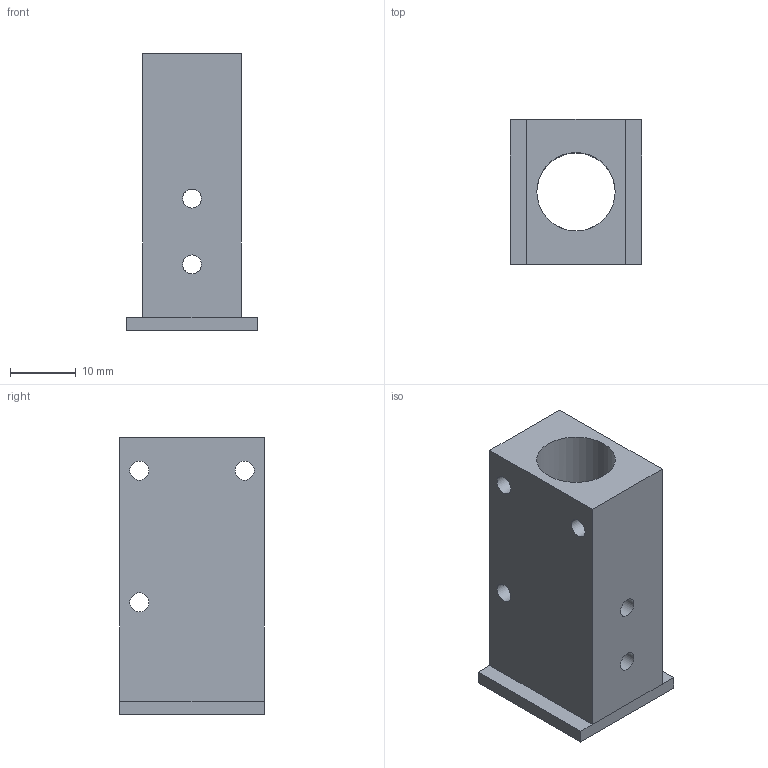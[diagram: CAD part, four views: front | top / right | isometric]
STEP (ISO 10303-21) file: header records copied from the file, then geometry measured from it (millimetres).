
FILE_DESCRIPTION(('FreeCAD Model'),'2;1');
FILE_NAME('Open CASCADE Shape Model','2022-04-02T07:47:02',('Author'),( ''),'Open CASCADE STEP processor 7.5','FreeCAD','Unknown');
FILE_SCHEMA(('AUTOMOTIVE_DESIGN { 1 0 10303 214 1 1 1 1 }'));
Length unit declared in the file: millimetre
Products named in the file (1): switch_mount
Bounding box: 20 x 22 x 42 mm (x, y, z)
Volume: 8977 mm3; surface area: 5860.3 mm2
Topology: 1 solids, 1 shells, 20 faces, 50 edges, 32 vertices
Faces by surface type: plane 12, cylinder 8
Full cylindrical faces by diameter (mm): 2.9 x7, 11.9 x1
Entity records: 1895 total; most frequent: CARTESIAN_POINT 845, DIRECTION 185, LINE 114, VECTOR 114, ORIENTED_EDGE 100, PCURVE 100, DEFINITIONAL_REPRESENTATION 100, EDGE_CURVE 50
